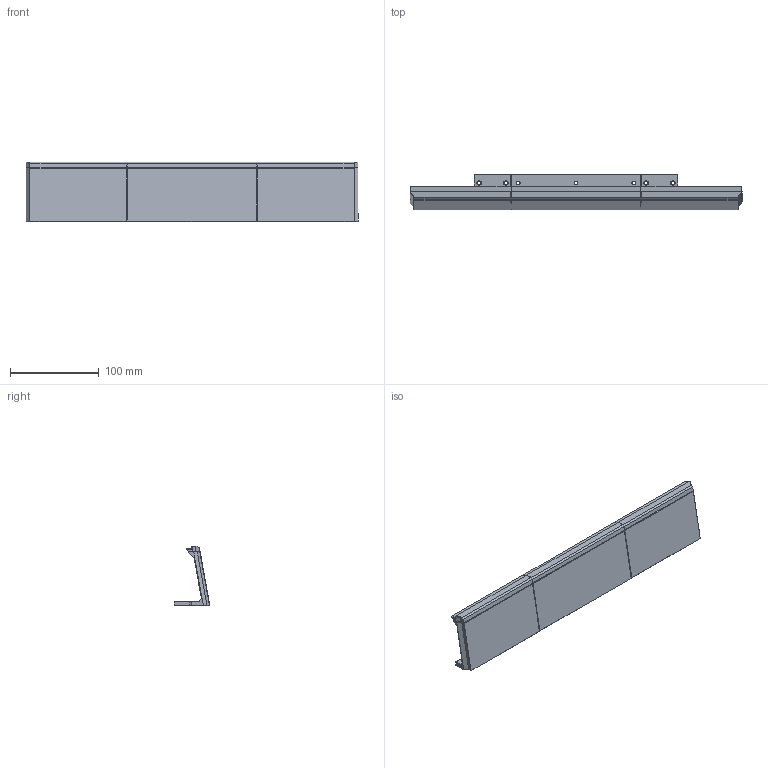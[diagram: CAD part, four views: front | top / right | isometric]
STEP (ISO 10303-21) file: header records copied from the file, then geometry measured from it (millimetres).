
FILE_DESCRIPTION(/* description */ (''),/* implementation_level */ '2;1');
FILE_NAME(/* name */ '250BlankSkirts.step',/* time_stamp */ '2021-05-07T00:09:30-07:00',/* author */ (''),/* organization */ (''),/* preprocessor_version */ 'ST-DEVELOPER v18.1',/* originating_system */ 'Autodesk Translation Framework v10.6.0.1341',/* authorisation */ '');
FILE_SCHEMA (('AUTOMOTIVE_DESIGN { 1 0 10303 214 3 1 1 }'));
Length unit declared in the file: millimetre
Products named in the file (11): 250BlankSkirts (v1~recovered); Skirts; CenterSkirtBlank; CenterSkirt; CenterSkirtAccent; 250SideSkirtBlank; SideSkirt; SideSkirtAccent; 250SideSkirtBlank(Mirror) (1); SideSkirt(Mirror) (2); SideSkirtAccent(Mirror) (2)
Assembly tree (10 placements, depth 4):
  250BlankSkirts (v1~recovered)
    Skirts
      CenterSkirtBlank
        CenterSkirt
        CenterSkirtAccent
      250SideSkirtBlank
        SideSkirt
        SideSkirtAccent
      250SideSkirtBlank(Mirror) (1)
        SideSkirt(Mirror) (2)
        SideSkirtAccent(Mirror) (2)
Bounding box: 373.19 x 40.21 x 67 mm (x, y, z)
Volume: 258051.9 mm3; surface area: 91080.1 mm2
Topology: 6 solids, 6 shells, 271 faces, 628 edges, 387 vertices
Faces by surface type: plane 193, cone 51, cylinder 27
Full cylindrical faces by diameter (mm): 3.6 x3, 4.2 x4, 4.5 x18
Entity records: 7835 total; most frequent: DIRECTION 1317, CARTESIAN_POINT 1307, ORIENTED_EDGE 1256, EDGE_CURVE 628, LINE 523, VECTOR 523, AXIS2_PLACEMENT_3D 397, VERTEX_POINT 387
